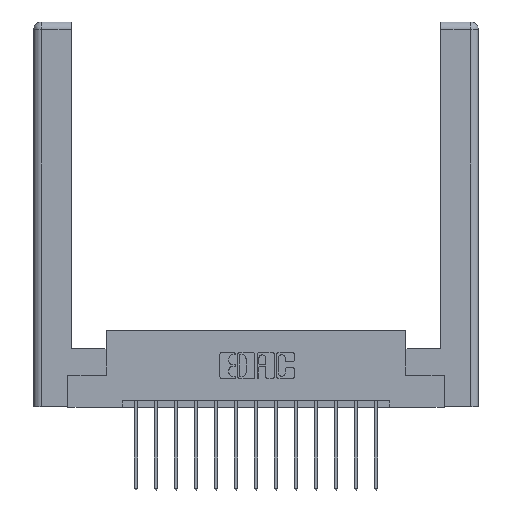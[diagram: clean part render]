
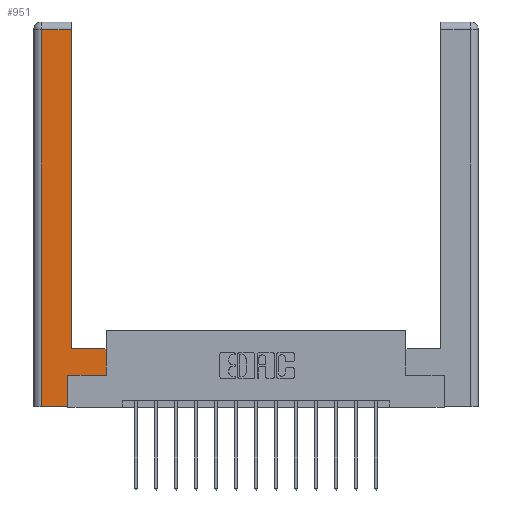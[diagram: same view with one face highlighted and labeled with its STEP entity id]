
A CAD part, top view. The second image highlights one B-rep face of the part: STEP entity #951.
In plain terms, the highlighted planar face has unit normal (0, 0, 1).
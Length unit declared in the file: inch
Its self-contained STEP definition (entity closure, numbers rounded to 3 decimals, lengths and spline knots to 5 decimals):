
#176 = ORIENTED_EDGE ( 'NONE', *, *, #15050, .T. ) ;
#248 = EDGE_CURVE ( 'NONE', #7428, #10110, #12047, .T. ) ;
#330 = VECTOR ( 'NONE', #12449, 39.37008 ) ;
#527 = CARTESIAN_POINT ( 'NONE',  ( 0.295, 0.45, 0. ) ) ;
#951 = ADVANCED_FACE ( 'NONE', ( #16373 ), #13344, .F. ) ;
#990 = DIRECTION ( 'NONE',  ( -1., 0., 0. ) ) ;
#1028 = CARTESIAN_POINT ( 'NONE',  ( 0.565, 0.245, 0. ) ) ;
#1231 = EDGE_CURVE ( 'NONE', #14441, #15320, #9201, .T. ) ;
#1585 = DIRECTION ( 'NONE',  ( 0., 1., 0. ) ) ;
#1784 = VERTEX_POINT ( 'NONE', #11004 ) ;
#2095 = CARTESIAN_POINT ( 'NONE',  ( 0.0615, 2.94, 0. ) ) ;
#2193 = ORIENTED_EDGE ( 'NONE', *, *, #14710, .T. ) ;
#2905 = LINE ( 'NONE', #7274, #330 ) ;
#2934 = ORIENTED_EDGE ( 'NONE', *, *, #8233, .T. ) ;
#3238 = VECTOR ( 'NONE', #12245, 39.37008 ) ;
#3435 = ORIENTED_EDGE ( 'NONE', *, *, #1231, .T. ) ;
#4627 = DIRECTION ( 'NONE',  ( 0., 1., 0. ) ) ;
#4921 = EDGE_CURVE ( 'NONE', #10110, #1784, #2905, .T. ) ;
#5008 = ORIENTED_EDGE ( 'NONE', *, *, #9755, .T. ) ;
#5580 = VECTOR ( 'NONE', #6400, 39.37008 ) ;
#5726 = DIRECTION ( 'NONE',  ( -1., 0., 0. ) ) ;
#6005 = AXIS2_PLACEMENT_3D ( 'NONE', #7509, #13835, #990 ) ;
#6400 = DIRECTION ( 'NONE',  ( 1., 0., 0. ) ) ;
#6593 = CARTESIAN_POINT ( 'NONE',  ( 0.265, 0.245, 0. ) ) ;
#7274 = CARTESIAN_POINT ( 'NONE',  ( 0.0615, 0., 0. ) ) ;
#7286 = DIRECTION ( 'NONE',  ( 1., 0., 0. ) ) ;
#7369 = LINE ( 'NONE', #6593, #9777 ) ;
#7428 = VERTEX_POINT ( 'NONE', #8770 ) ;
#7509 = CARTESIAN_POINT ( 'NONE',  ( 0., 0., 0. ) ) ;
#7655 = CARTESIAN_POINT ( 'NONE',  ( 0.265, 0., 0. ) ) ;
#8233 = EDGE_CURVE ( 'NONE', #10662, #14153, #7369, .T. ) ;
#8383 = CARTESIAN_POINT ( 'NONE',  ( 0.565, 0.45, 0. ) ) ;
#8407 = LINE ( 'NONE', #8383, #8626 ) ;
#8626 = VECTOR ( 'NONE', #4627, 39.37008 ) ;
#8770 = CARTESIAN_POINT ( 'NONE',  ( 0.295, 2.94, 0. ) ) ;
#9201 = LINE ( 'NONE', #527, #14606 ) ;
#9604 = ORIENTED_EDGE ( 'NONE', *, *, #248, .T. ) ;
#9755 = EDGE_CURVE ( 'NONE', #15320, #7428, #13142, .T. ) ;
#9777 = VECTOR ( 'NONE', #1585, 39.37008 ) ;
#10110 = VERTEX_POINT ( 'NONE', #13459 ) ;
#10662 = VERTEX_POINT ( 'NONE', #16436 ) ;
#11004 = CARTESIAN_POINT ( 'NONE',  ( 0.0615, 0., 0. ) ) ;
#11151 = EDGE_LOOP ( 'NONE', ( #5008, #9604, #14305, #176, #2934, #12427, #2193, #3435 ) ) ;
#11270 = VERTEX_POINT ( 'NONE', #1028 ) ;
#11493 = DIRECTION ( 'NONE',  ( 0., 1., 0. ) ) ;
#12011 = LINE ( 'NONE', #7655, #5580 ) ;
#12047 = LINE ( 'NONE', #2095, #3238 ) ;
#12245 = DIRECTION ( 'NONE',  ( -1., 0., 0. ) ) ;
#12427 = ORIENTED_EDGE ( 'NONE', *, *, #15641, .T. ) ;
#12449 = DIRECTION ( 'NONE',  ( 0., -1., 0. ) ) ;
#12917 = CARTESIAN_POINT ( 'NONE',  ( 0.295, 3., 0. ) ) ;
#13142 = LINE ( 'NONE', #12917, #14906 ) ;
#13344 = PLANE ( 'NONE',  #6005 ) ;
#13459 = CARTESIAN_POINT ( 'NONE',  ( 0.0615, 2.94, 0. ) ) ;
#13835 = DIRECTION ( 'NONE',  ( 0., 0., -1. ) ) ;
#14153 = VERTEX_POINT ( 'NONE', #16349 ) ;
#14189 = LINE ( 'NONE', #14936, #14395 ) ;
#14268 = CARTESIAN_POINT ( 'NONE',  ( 0.565, 0.45, 0. ) ) ;
#14305 = ORIENTED_EDGE ( 'NONE', *, *, #4921, .T. ) ;
#14395 = VECTOR ( 'NONE', #7286, 39.37008 ) ;
#14441 = VERTEX_POINT ( 'NONE', #14268 ) ;
#14606 = VECTOR ( 'NONE', #5726, 39.37008 ) ;
#14630 = CARTESIAN_POINT ( 'NONE',  ( 0.295, 0.45, 0. ) ) ;
#14710 = EDGE_CURVE ( 'NONE', #11270, #14441, #8407, .T. ) ;
#14906 = VECTOR ( 'NONE', #11493, 39.37008 ) ;
#14936 = CARTESIAN_POINT ( 'NONE',  ( 0.565, 0.245, 0. ) ) ;
#15050 = EDGE_CURVE ( 'NONE', #1784, #10662, #12011, .T. ) ;
#15320 = VERTEX_POINT ( 'NONE', #14630 ) ;
#15641 = EDGE_CURVE ( 'NONE', #14153, #11270, #14189, .T. ) ;
#16349 = CARTESIAN_POINT ( 'NONE',  ( 0.265, 0.245, 0. ) ) ;
#16373 = FACE_OUTER_BOUND ( 'NONE', #11151, .T. ) ;
#16436 = CARTESIAN_POINT ( 'NONE',  ( 0.265, 0., 0. ) ) ;
